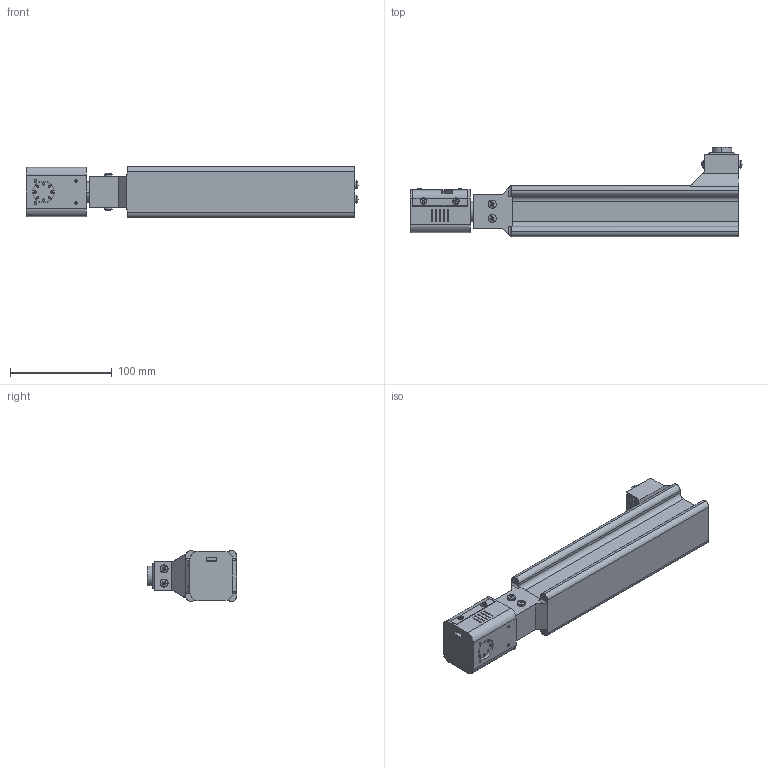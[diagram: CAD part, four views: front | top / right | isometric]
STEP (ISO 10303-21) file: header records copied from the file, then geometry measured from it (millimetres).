
FILE_DESCRIPTION (( 'STEP AP203' ), '1' );
FILE_NAME ('Link2.STEP', '2023-02-06T13:40:44', ( '' ), ( '' ), 'SwSTEP 2.0', 'SolidWorks 2022', '' );
FILE_SCHEMA (( 'CONFIG_CONTROL_DESIGN' ));
Length unit declared in the file: millimetre
Products named in the file (1): Link2
Bounding box: 327.02 x 88 x 50 mm (x, y, z)
Surface area: 127063.2 mm2 (no closed solid volume)
Topology: 0 solids, 37 shells, 1592 faces, 4098 edges, 2603 vertices
Faces by surface type: plane 695, cylinder 487, cone 324, torus 58, sphere 26, bspline 2
Entity records: 50028 total; most frequent: CARTESIAN_POINT 10522, DIRECTION 8601, ORIENTED_EDGE 8038, EDGE_CURVE 4066, AXIS2_PLACEMENT_3D 3432, VERTEX_POINT 2603, EDGE_LOOP 1844, CIRCLE 1841
